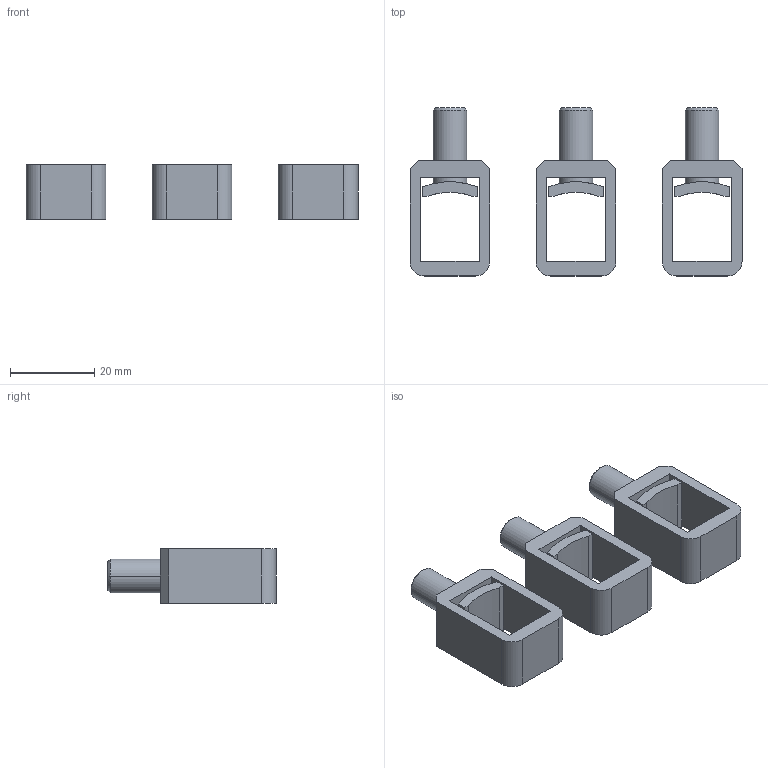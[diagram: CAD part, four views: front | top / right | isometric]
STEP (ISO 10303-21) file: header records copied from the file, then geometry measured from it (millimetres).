
FILE_DESCRIPTION(('CATIA V5 STEP Exchange'),'2;1');
FILE_NAME('1SDH001295R0236_1PA_001_00_XT2_3P_WITHDRAWABLE_FCCuAl_INF.stp','2014-11-11T15:23:48+00:00',('none'),('none'),'CATIA Version 5 Release 20 SP 1 (IN-10)','CATIA V5 STEP AP214','none');
FILE_SCHEMA(('AUTOMOTIVE_DESIGN { 1 0 10303 214 1 1 1 1 }'));
Length unit declared in the file: millimetre
Products named in the file (1): 1SDH001295R0236_1PA_001_00_XT2_3P_WITHDRAWABLE_FCCuAl_INF
Bounding box: 79 x 40 x 13 mm (x, y, z)
Volume: 12428.7 mm3; surface area: 9586.3 mm2
Topology: 3 solids, 3 shells, 87 faces, 210 edges, 138 vertices
Faces by surface type: plane 57, cylinder 24, cone 6
Entity records: 2428 total; most frequent: CARTESIAN_POINT 487, ORIENTED_EDGE 420, DIRECTION 312, EDGE_CURVE 210, VECTOR 156, LINE 156, VERTEX_POINT 138, AXIS2_PLACEMENT_3D 103
